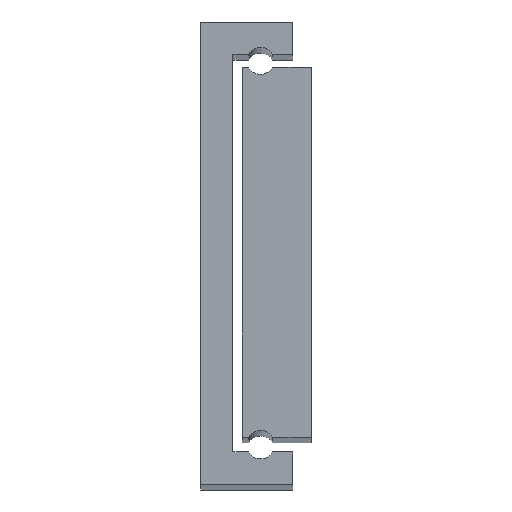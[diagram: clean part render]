
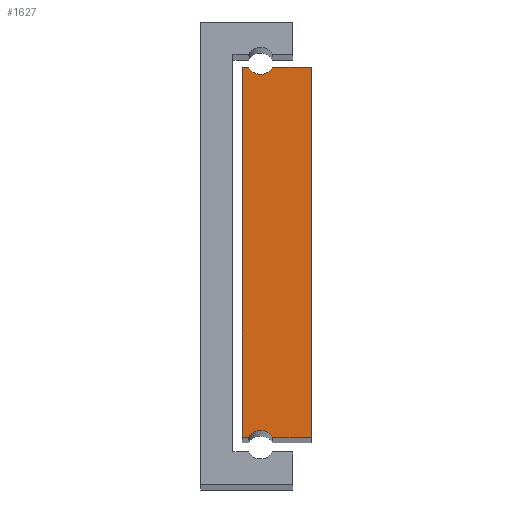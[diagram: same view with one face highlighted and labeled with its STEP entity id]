
A CAD part, top view. The second image highlights one B-rep face of the part: STEP entity #1627.
In plain terms, the highlighted planar face has unit normal (0, 0, 1).
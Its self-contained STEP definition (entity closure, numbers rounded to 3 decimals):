
#40 = CARTESIAN_POINT ( 'NONE',  ( -0.571, 80.424, 350. ) ) ;
#124 = CIRCLE ( 'NONE', #2047, 3. ) ;
#130 = AXIS2_PLACEMENT_3D ( 'NONE', #40, #1970, #2184 ) ;
#167 = ORIENTED_EDGE ( 'NONE', *, *, #2759, .T. ) ;
#182 = VERTEX_POINT ( 'NONE', #2219 ) ;
#231 = VECTOR ( 'NONE', #1443, 1000. ) ;
#242 = ORIENTED_EDGE ( 'NONE', *, *, #1473, .T. ) ;
#292 = DIRECTION ( 'NONE',  ( -1., 0., 0. ) ) ;
#343 = CARTESIAN_POINT ( 'NONE',  ( 10.429, -1.076, 350. ) ) ;
#346 = LINE ( 'NONE', #2531, #1033 ) ;
#355 = DIRECTION ( 'NONE',  ( 0., 1., 0. ) ) ;
#413 = ORIENTED_EDGE ( 'NONE', *, *, #2714, .T. ) ;
#427 = EDGE_LOOP ( 'NONE', ( #167, #413, #492, #2641, #1169, #1881, #1921, #242 ) ) ;
#472 = CARTESIAN_POINT ( 'NONE',  ( -3.169, 78.924, 350. ) ) ;
#476 = VECTOR ( 'NONE', #355, 1000. ) ;
#492 = ORIENTED_EDGE ( 'NONE', *, *, #2191, .T. ) ;
#540 = DIRECTION ( 'NONE',  ( 0., 0., -1. ) ) ;
#554 = CARTESIAN_POINT ( 'NONE',  ( 10.429, 78.924, 350. ) ) ;
#838 = CARTESIAN_POINT ( 'NONE',  ( 2.027, -1.076, 350. ) ) ;
#908 = DIRECTION ( 'NONE',  ( 0., 0., -1. ) ) ;
#913 = VERTEX_POINT ( 'NONE', #2352 ) ;
#981 = VECTOR ( 'NONE', #292, 1000. ) ;
#1004 = DIRECTION ( 'NONE',  ( 0., -1., 0. ) ) ;
#1025 = PLANE ( 'NONE',  #1991 ) ;
#1033 = VECTOR ( 'NONE', #1611, 1000. ) ;
#1062 = CARTESIAN_POINT ( 'NONE',  ( 10.429, -1.076, 350. ) ) ;
#1089 = VECTOR ( 'NONE', #1163, 1000. ) ;
#1134 = CARTESIAN_POINT ( 'NONE',  ( -4.571, -1.076, 350. ) ) ;
#1163 = DIRECTION ( 'NONE',  ( 1., 0., 0. ) ) ;
#1169 = ORIENTED_EDGE ( 'NONE', *, *, #2506, .T. ) ;
#1217 = EDGE_CURVE ( 'NONE', #913, #2617, #2724, .T. ) ;
#1220 = LINE ( 'NONE', #1923, #2408 ) ;
#1252 = VERTEX_POINT ( 'NONE', #1062 ) ;
#1375 = LINE ( 'NONE', #1134, #1089 ) ;
#1397 = VERTEX_POINT ( 'NONE', #2912 ) ;
#1443 = DIRECTION ( 'NONE',  ( -1., 0., 0. ) ) ;
#1471 = LINE ( 'NONE', #472, #231 ) ;
#1473 = EDGE_CURVE ( 'NONE', #1772, #1397, #1471, .T. ) ;
#1611 = DIRECTION ( 'NONE',  ( 1., 0., 0. ) ) ;
#1627 = ADVANCED_FACE ( 'NONE', ( #2705 ), #1025, .F. ) ;
#1671 = CARTESIAN_POINT ( 'NONE',  ( -0.571, -2.576, 350. ) ) ;
#1772 = VERTEX_POINT ( 'NONE', #3094 ) ;
#1881 = ORIENTED_EDGE ( 'NONE', *, *, #1217, .T. ) ;
#1921 = ORIENTED_EDGE ( 'NONE', *, *, #2851, .T. ) ;
#1923 = CARTESIAN_POINT ( 'NONE',  ( -4.571, 78.924, 350. ) ) ;
#1970 = DIRECTION ( 'NONE',  ( 0., 0., -1. ) ) ;
#1991 = AXIS2_PLACEMENT_3D ( 'NONE', #2268, #540, #2517 ) ;
#2018 = EDGE_CURVE ( 'NONE', #2577, #1252, #346, .T. ) ;
#2047 = AXIS2_PLACEMENT_3D ( 'NONE', #1671, #908, #2831 ) ;
#2123 = CARTESIAN_POINT ( 'NONE',  ( 2.027, 78.924, 350. ) ) ;
#2184 = DIRECTION ( 'NONE',  ( 1., 0., 0. ) ) ;
#2191 = EDGE_CURVE ( 'NONE', #2625, #2577, #124, .T. ) ;
#2219 = CARTESIAN_POINT ( 'NONE',  ( -4.571, -1.076, 350. ) ) ;
#2268 = CARTESIAN_POINT ( 'NONE',  ( -0.571, -2.576, 350. ) ) ;
#2352 = CARTESIAN_POINT ( 'NONE',  ( 10.429, 78.924, 350. ) ) ;
#2408 = VECTOR ( 'NONE', #1004, 1000. ) ;
#2506 = EDGE_CURVE ( 'NONE', #1252, #913, #2781, .T. ) ;
#2517 = DIRECTION ( 'NONE',  ( -1., 0., 0. ) ) ;
#2531 = CARTESIAN_POINT ( 'NONE',  ( 2.027, -1.076, 350. ) ) ;
#2577 = VERTEX_POINT ( 'NONE', #838 ) ;
#2617 = VERTEX_POINT ( 'NONE', #2123 ) ;
#2625 = VERTEX_POINT ( 'NONE', #2635 ) ;
#2635 = CARTESIAN_POINT ( 'NONE',  ( -3.169, -1.076, 350. ) ) ;
#2641 = ORIENTED_EDGE ( 'NONE', *, *, #2018, .T. ) ;
#2705 = FACE_OUTER_BOUND ( 'NONE', #427, .T. ) ;
#2714 = EDGE_CURVE ( 'NONE', #182, #2625, #1375, .T. ) ;
#2724 = LINE ( 'NONE', #554, #981 ) ;
#2759 = EDGE_CURVE ( 'NONE', #1397, #182, #1220, .T. ) ;
#2781 = LINE ( 'NONE', #343, #476 ) ;
#2831 = DIRECTION ( 'NONE',  ( -1., 0., 0. ) ) ;
#2851 = EDGE_CURVE ( 'NONE', #2617, #1772, #3005, .T. ) ;
#2912 = CARTESIAN_POINT ( 'NONE',  ( -4.571, 78.924, 350. ) ) ;
#3005 = CIRCLE ( 'NONE', #130, 3. ) ;
#3094 = CARTESIAN_POINT ( 'NONE',  ( -3.169, 78.924, 350. ) ) ;
